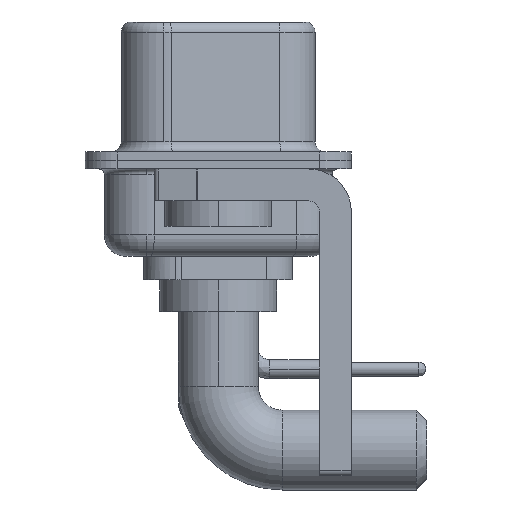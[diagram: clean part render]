
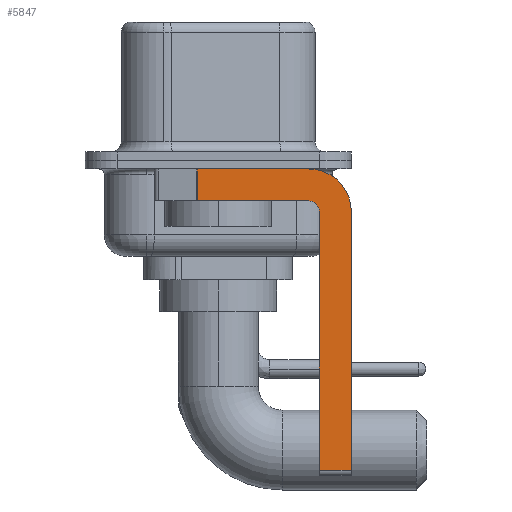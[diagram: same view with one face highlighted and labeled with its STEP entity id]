
A CAD part, left-side view. The second image highlights one B-rep face of the part: STEP entity #5847.
In plain terms, the highlighted planar face has unit normal (-1, 0, 0).
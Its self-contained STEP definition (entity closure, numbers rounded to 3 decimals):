
#64 = CARTESIAN_POINT ( 'NONE',  ( -2.9, -4.25, -14.55 ) ) ;
#933 = FACE_OUTER_BOUND ( 'NONE', #12073, .T. ) ;
#1274 = AXIS2_PLACEMENT_3D ( 'NONE', #1352, #3247, #14965 ) ;
#1295 = VECTOR ( 'NONE', #16512, 1000. ) ;
#1352 = CARTESIAN_POINT ( 'NONE',  ( -2.9, -4.25, -2.4 ) ) ;
#1628 = VERTEX_POINT ( 'NONE', #9019 ) ;
#1747 = VECTOR ( 'NONE', #10465, 1000. ) ;
#1804 = EDGE_CURVE ( 'NONE', #1628, #20788, #4256, .T. ) ;
#1903 = EDGE_CURVE ( 'NONE', #20384, #8704, #10826, .T. ) ;
#2341 = CARTESIAN_POINT ( 'NONE',  ( -2.9, 0.978, -1.9 ) ) ;
#3023 = CARTESIAN_POINT ( 'NONE',  ( -2.9, -4.25, -1.9 ) ) ;
#3043 = AXIS2_PLACEMENT_3D ( 'NONE', #15880, #21399, #12671 ) ;
#3208 = ORIENTED_EDGE ( 'NONE', *, *, #1903, .F. ) ;
#3247 = DIRECTION ( 'NONE',  ( 1., 0., 0. ) ) ;
#3511 = CARTESIAN_POINT ( 'NONE',  ( -2.9, -4.75, -14.55 ) ) ;
#4068 = DIRECTION ( 'NONE',  ( -1., 0., 0. ) ) ;
#4256 = LINE ( 'NONE', #18584, #12929 ) ;
#4870 = EDGE_CURVE ( 'NONE', #14046, #15159, #9801, .T. ) ;
#5847 = ADVANCED_FACE ( 'NONE', ( #933 ), #21178, .F. ) ;
#6040 = CARTESIAN_POINT ( 'NONE',  ( -2.9, -4.25, -0.4 ) ) ;
#6783 = LINE ( 'NONE', #3023, #1295 ) ;
#7048 = CARTESIAN_POINT ( 'NONE',  ( -2.9, 3., -0.4 ) ) ;
#7155 = LINE ( 'NONE', #7048, #1747 ) ;
#7522 = EDGE_CURVE ( 'NONE', #14046, #11451, #11909, .T. ) ;
#8458 = ORIENTED_EDGE ( 'NONE', *, *, #17237, .F. ) ;
#8645 = ORIENTED_EDGE ( 'NONE', *, *, #14744, .F. ) ;
#8704 = VERTEX_POINT ( 'NONE', #17443 ) ;
#8884 = AXIS2_PLACEMENT_3D ( 'NONE', #19196, #4068, #10815 ) ;
#8952 = ORIENTED_EDGE ( 'NONE', *, *, #20166, .F. ) ;
#9019 = CARTESIAN_POINT ( 'NONE',  ( -2.9, 0.978, -0.4 ) ) ;
#9375 = CARTESIAN_POINT ( 'NONE',  ( -2.9, -4.75, -2.4 ) ) ;
#9801 = LINE ( 'NONE', #16535, #10439 ) ;
#10161 = ORIENTED_EDGE ( 'NONE', *, *, #7522, .T. ) ;
#10269 = DIRECTION ( 'NONE',  ( 0., -1., 0. ) ) ;
#10439 = VECTOR ( 'NONE', #11559, 1000. ) ;
#10465 = DIRECTION ( 'NONE',  ( 0., -1., 0. ) ) ;
#10815 = DIRECTION ( 'NONE',  ( 0., 0., 1. ) ) ;
#10826 = CIRCLE ( 'NONE', #1274, 2. ) ;
#11451 = VERTEX_POINT ( 'NONE', #14172 ) ;
#11559 = DIRECTION ( 'NONE',  ( 0., 0., 1. ) ) ;
#11859 = DIRECTION ( 'NONE',  ( 0., 0., -1. ) ) ;
#11909 = LINE ( 'NONE', #64, #15824 ) ;
#12073 = EDGE_LOOP ( 'NONE', ( #8952, #15417, #8458, #21785, #13592, #10161, #8645, #3208 ) ) ;
#12671 = DIRECTION ( 'NONE',  ( 0., 0., -1. ) ) ;
#12929 = VECTOR ( 'NONE', #11859, 1000. ) ;
#13592 = ORIENTED_EDGE ( 'NONE', *, *, #4870, .F. ) ;
#14046 = VERTEX_POINT ( 'NONE', #3511 ) ;
#14161 = CARTESIAN_POINT ( 'NONE',  ( -2.9, -4.25, -1.9 ) ) ;
#14172 = CARTESIAN_POINT ( 'NONE',  ( -2.9, -6.25, -14.55 ) ) ;
#14744 = EDGE_CURVE ( 'NONE', #8704, #11451, #19543, .T. ) ;
#14869 = CIRCLE ( 'NONE', #8884, 0.5 ) ;
#14965 = DIRECTION ( 'NONE',  ( 0., 0., -1. ) ) ;
#15159 = VERTEX_POINT ( 'NONE', #9375 ) ;
#15417 = ORIENTED_EDGE ( 'NONE', *, *, #1804, .T. ) ;
#15557 = VERTEX_POINT ( 'NONE', #14161 ) ;
#15824 = VECTOR ( 'NONE', #10269, 1000. ) ;
#15880 = CARTESIAN_POINT ( 'NONE',  ( -2.9, -4.25, -2.4 ) ) ;
#16512 = DIRECTION ( 'NONE',  ( 0., 1., 0. ) ) ;
#16535 = CARTESIAN_POINT ( 'NONE',  ( -2.9, -4.75, -14.8 ) ) ;
#17237 = EDGE_CURVE ( 'NONE', #15557, #20788, #6783, .T. ) ;
#17443 = CARTESIAN_POINT ( 'NONE',  ( -2.9, -6.25, -2.4 ) ) ;
#17774 = DIRECTION ( 'NONE',  ( 0., 0., -1. ) ) ;
#17879 = CARTESIAN_POINT ( 'NONE',  ( -2.9, -6.25, -2.4 ) ) ;
#18584 = CARTESIAN_POINT ( 'NONE',  ( -2.9, 0.978, -1.9 ) ) ;
#19196 = CARTESIAN_POINT ( 'NONE',  ( -2.9, -4.25, -2.4 ) ) ;
#19543 = LINE ( 'NONE', #17879, #20238 ) ;
#20166 = EDGE_CURVE ( 'NONE', #1628, #20384, #7155, .T. ) ;
#20238 = VECTOR ( 'NONE', #17774, 1000. ) ;
#20384 = VERTEX_POINT ( 'NONE', #6040 ) ;
#20788 = VERTEX_POINT ( 'NONE', #2341 ) ;
#21178 = PLANE ( 'NONE',  #3043 ) ;
#21321 = EDGE_CURVE ( 'NONE', #15159, #15557, #14869, .T. ) ;
#21399 = DIRECTION ( 'NONE',  ( 1., 0., 0. ) ) ;
#21785 = ORIENTED_EDGE ( 'NONE', *, *, #21321, .F. ) ;
